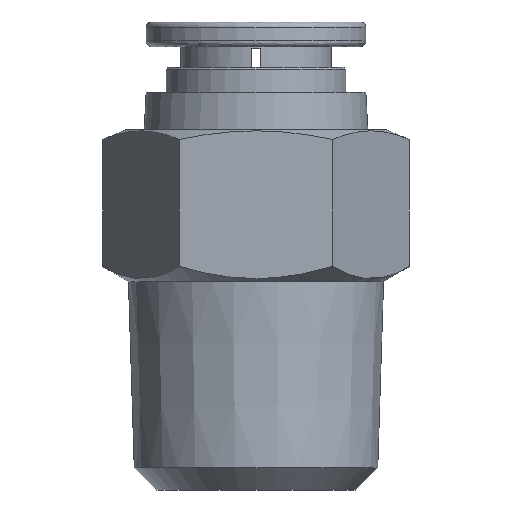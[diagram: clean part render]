
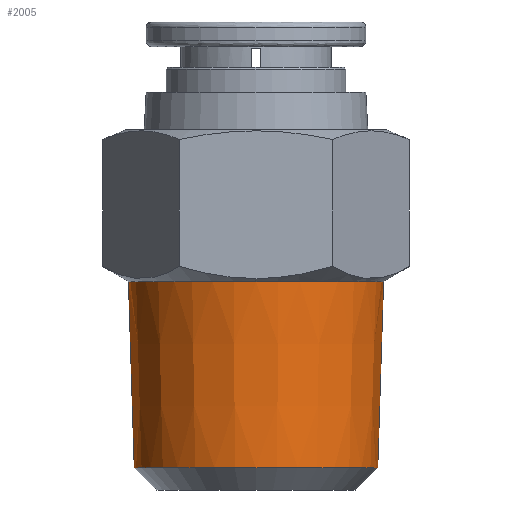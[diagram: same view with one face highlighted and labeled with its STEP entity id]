
A CAD part, front view. The second image highlights one B-rep face of the part: STEP entity #2005.
In plain terms, the highlighted conical face has half-angle 1.79 degrees and reference radius 6.734 mm.
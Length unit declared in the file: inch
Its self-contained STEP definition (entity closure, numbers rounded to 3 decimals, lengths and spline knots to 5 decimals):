
#21 = DIRECTION ( 'NONE',  ( -0.031, 0., 1. ) ) ;
#45 = CARTESIAN_POINT ( 'NONE',  ( 0.91599, 0., 0.43307 ) ) ;
#205 = VECTOR ( 'NONE', #723, 39.37008 ) ;
#251 = CARTESIAN_POINT ( 'NONE',  ( 1.1811, 0., 0.43307 ) ) ;
#334 = AXIS2_PLACEMENT_3D ( 'NONE', #1368, #3008, #901 ) ;
#354 = VERTEX_POINT ( 'NONE', #781 ) ;
#407 = EDGE_LOOP ( 'NONE', ( #2477, #1259, #2620, #2690, #2631 ) ) ;
#433 = LINE ( 'NONE', #2358, #205 ) ;
#496 = VECTOR ( 'NONE', #21, 39.37008 ) ;
#501 = CARTESIAN_POINT ( 'NONE',  ( 0.91599, 0., 0.43307 ) ) ;
#518 = DIRECTION ( 'NONE',  ( 0., 0., 1. ) ) ;
#723 = DIRECTION ( 'NONE',  ( 0.031, 0., 1. ) ) ;
#742 = EDGE_CURVE ( 'NONE', #354, #753, #1198, .T. ) ;
#753 = VERTEX_POINT ( 'NONE', #501 ) ;
#781 = CARTESIAN_POINT ( 'NONE',  ( 0.9281, 0., 0.04577 ) ) ;
#833 = DIRECTION ( 'NONE',  ( 1., 0., 0. ) ) ;
#846 = CARTESIAN_POINT ( 'NONE',  ( 1.1811, 0., 0.04577 ) ) ;
#901 = DIRECTION ( 'NONE',  ( 1., 0., 0. ) ) ;
#955 = AXIS2_PLACEMENT_3D ( 'NONE', #251, #1882, #1977 ) ;
#1164 = CIRCLE ( 'NONE', #955, 0.26511 ) ;
#1198 = LINE ( 'NONE', #45, #496 ) ;
#1259 = ORIENTED_EDGE ( 'NONE', *, *, #2755, .T. ) ;
#1346 = VERTEX_POINT ( 'NONE', #1917 ) ;
#1367 = EDGE_CURVE ( 'NONE', #2227, #2961, #433, .T. ) ;
#1368 = CARTESIAN_POINT ( 'NONE',  ( 1.1811, 0., 0.43307 ) ) ;
#1397 = CARTESIAN_POINT ( 'NONE',  ( 1.44621, 0., 0.43307 ) ) ;
#1452 = CARTESIAN_POINT ( 'NONE',  ( 1.1811, 0., 0.43307 ) ) ;
#1504 = FACE_OUTER_BOUND ( 'NONE', #407, .T. ) ;
#1596 = CIRCLE ( 'NONE', #334, 0.26511 ) ;
#1815 = CONICAL_SURFACE ( 'NONE', #2380, 0.26511, 0.031 ) ;
#1882 = DIRECTION ( 'NONE',  ( 0., 0., -1. ) ) ;
#1917 = CARTESIAN_POINT ( 'NONE',  ( 1.1811, -0.26511, 0.43307 ) ) ;
#1936 = AXIS2_PLACEMENT_3D ( 'NONE', #846, #2487, #833 ) ;
#1977 = DIRECTION ( 'NONE',  ( 1., 0., 0. ) ) ;
#2005 = ADVANCED_FACE ( 'NONE', ( #1504 ), #1815, .T. ) ;
#2222 = CARTESIAN_POINT ( 'NONE',  ( 1.43411, 0., 0.04577 ) ) ;
#2227 = VERTEX_POINT ( 'NONE', #2222 ) ;
#2358 = CARTESIAN_POINT ( 'NONE',  ( 1.44621, 0., 0.43307 ) ) ;
#2380 = AXIS2_PLACEMENT_3D ( 'NONE', #1452, #518, #2868 ) ;
#2477 = ORIENTED_EDGE ( 'NONE', *, *, #742, .F. ) ;
#2487 = DIRECTION ( 'NONE',  ( 0., 0., 1. ) ) ;
#2620 = ORIENTED_EDGE ( 'NONE', *, *, #1367, .T. ) ;
#2631 = ORIENTED_EDGE ( 'NONE', *, *, #2846, .T. ) ;
#2690 = ORIENTED_EDGE ( 'NONE', *, *, #2943, .T. ) ;
#2755 = EDGE_CURVE ( 'NONE', #354, #2227, #2845, .T. ) ;
#2845 = CIRCLE ( 'NONE', #1936, 0.25301 ) ;
#2846 = EDGE_CURVE ( 'NONE', #1346, #753, #1596, .T. ) ;
#2868 = DIRECTION ( 'NONE',  ( 1., 0., 0. ) ) ;
#2943 = EDGE_CURVE ( 'NONE', #2961, #1346, #1164, .T. ) ;
#2961 = VERTEX_POINT ( 'NONE', #1397 ) ;
#3008 = DIRECTION ( 'NONE',  ( 0., 0., -1. ) ) ;
